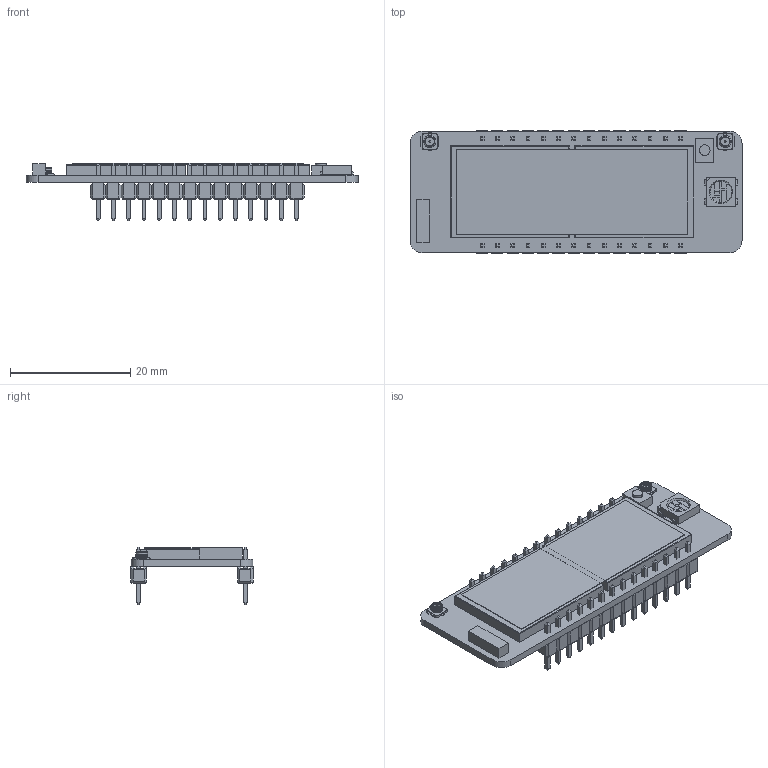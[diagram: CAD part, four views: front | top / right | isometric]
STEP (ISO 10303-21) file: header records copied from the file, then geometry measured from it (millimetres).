
FILE_DESCRIPTION(('STEP AP214'),'1');
FILE_NAME('LoPy v1.stp','2017-02-20T11:24:37',(' '),(' '),'Spatial InterOp 3D',' ',' ');
FILE_SCHEMA(('automotive_design'));
Length unit declared in the file: millimetre
Products named in the file (20): PCB; Pin header; Mold; U.FL; Part1; Part2; Part3; Part4; Part5; Part6; Part7; LED; Antenna; Button; ButtonTop; Label
Assembly tree (35 placements, depth 3):
  (unnamed)
    PCB
    (unnamed)  x2
    Pin header  x2
      (unnamed)
      Mold
    U.FL  x2
      Part1
      Part2
      Part3
      Part4
      Part5
      Part6
      Part7
    LED
      Part1
    Antenna
    Button
    ButtonTop
    Label
Bounding box: 55.25 x 20.32 x 9.6 mm (x, y, z)
Volume: 3075 mm3; surface area: 6908.7 mm2
Topology: 52 solids, 52 shells, 1269 faces, 3123 edges, 1962 vertices
Faces by surface type: plane 1120, cylinder 120, torus 26, bspline 2, cone 1
Full cylindrical faces by diameter (mm): 0.3 x2, 1.146 x1, 1.76 x1, 1.8 x2, 1.801 x2, 2 x4
Entity records: 19736 total; most frequent: CARTESIAN_POINT 2715, ORIENTED_EDGE 2596, DIRECTION 2590, EDGE_CURVE 1298, LINE 1076, VECTOR 1076, VERTEX_POINT 854, AXIS2_PLACEMENT_3D 757
